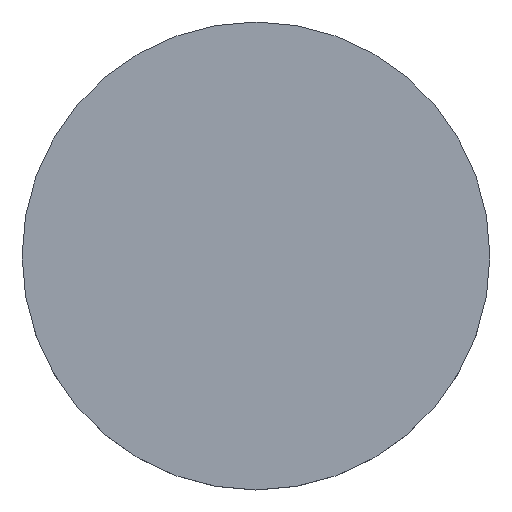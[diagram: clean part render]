
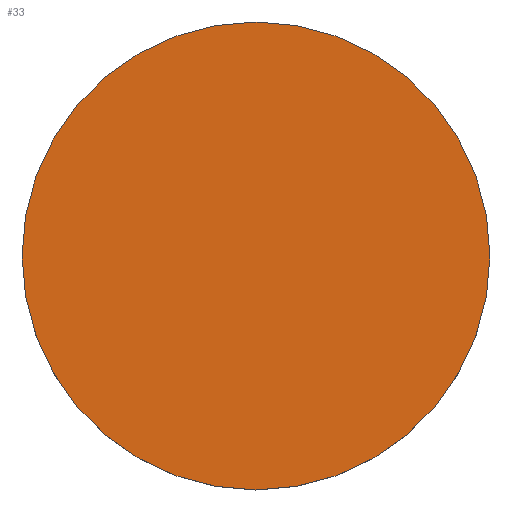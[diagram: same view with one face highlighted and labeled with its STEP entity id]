
A CAD part, top view. The second image highlights one B-rep face of the part: STEP entity #33.
In plain terms, the highlighted planar face has unit normal (0, 0, 1).
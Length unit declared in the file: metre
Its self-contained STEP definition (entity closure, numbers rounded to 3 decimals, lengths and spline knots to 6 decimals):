
#33=ADVANCED_FACE('0:202',(#61),#62,.T.);
#61=FACE_OUTER_BOUND('',#81,.T.);
#62=PLANE('',#82);
#81=EDGE_LOOP('',(#105,#106));
#82=AXIS2_PLACEMENT_3D('',#107,#108,#109);
#105=ORIENTED_EDGE('',*,*,#123,.F.);
#106=ORIENTED_EDGE('',*,*,#121,.F.);
#107=CARTESIAN_POINT('',(0.0,0.0,0.0001));
#108=DIRECTION('',(0.0,0.0,1.0));
#109=DIRECTION('',(1.0,0.0,0.0));
#121=EDGE_CURVE('0:208',#134,#130,#136,.T.);
#123=EDGE_CURVE('0:208',#130,#134,#138,.T.);
#130=VERTEX_POINT('',#145);
#134=VERTEX_POINT('',#150);
#136=CIRCLE('',#153,0.0004);
#138=CIRCLE('',#155,0.0004);
#145=CARTESIAN_POINT('',(0.0004,0.0,0.0001));
#150=CARTESIAN_POINT('',(-0.0004,0.,0.0001));
#153=AXIS2_PLACEMENT_3D('',#165,#166,#167);
#155=AXIS2_PLACEMENT_3D('',#168,#169,#170);
#165=CARTESIAN_POINT('',(0.0,0.0,0.0001));
#166=DIRECTION('',(0.0,0.0,-1.0));
#167=DIRECTION('',(1.0,0.0,0.0));
#168=CARTESIAN_POINT('',(0.0,0.0,0.0001));
#169=DIRECTION('',(0.0,0.0,-1.0));
#170=DIRECTION('',(1.0,0.0,0.0));
